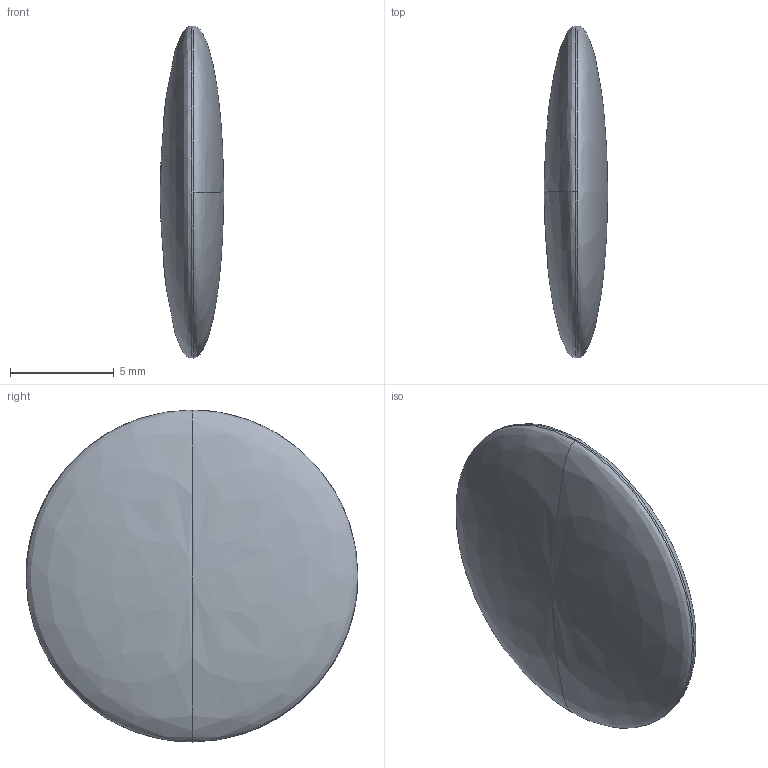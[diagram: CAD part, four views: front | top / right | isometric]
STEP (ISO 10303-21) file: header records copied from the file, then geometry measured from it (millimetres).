
FILE_DESCRIPTION (( 'STEP AP214' ), '1' );
FILE_NAME ('6GT2600-+AB+0_stp.STEP', '2009-08-11T07:54:10', ( 'Erich Adelmann' ), ( 'Siemens and Partners' ), 'SwSTEP 2.0', 'SolidWorks 2009', '' );
FILE_SCHEMA (( 'AUTOMOTIVE_DESIGN' ));
Length unit declared in the file: millimetre
Products named in the file (1): 6GT2600-+AB+0_stp
Bounding box: 3.05 x 16 x 16 mm (x, y, z)
Volume: 416.4 mm3; surface area: 440.3 mm2
Topology: 1 solids, 1 shells, 7 faces, 16 edges, 9 vertices
Faces by surface type: bspline 4, cylinder 2, plane 1
Entity records: 531 total; most frequent: CARTESIAN_POINT 307, ORIENTED_EDGE 28, EDGE_CURVE 14, DIRECTION 14, UNCERTAINTY_MEASURE_WITH_UNIT 10, PRESENTATION_STYLE_ASSIGNMENT 9, SURFACE_STYLE_USAGE 9, SURFACE_SIDE_STYLE 9
